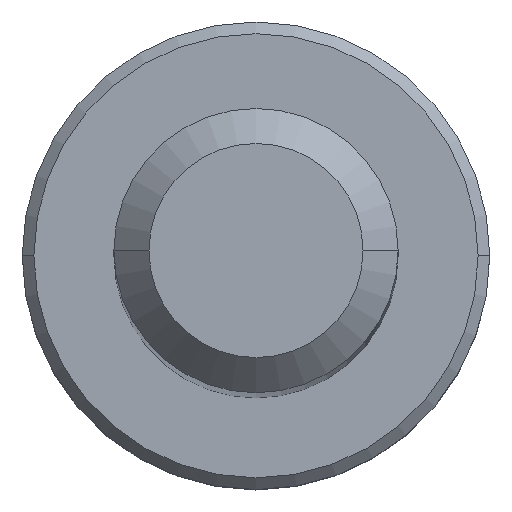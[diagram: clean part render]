
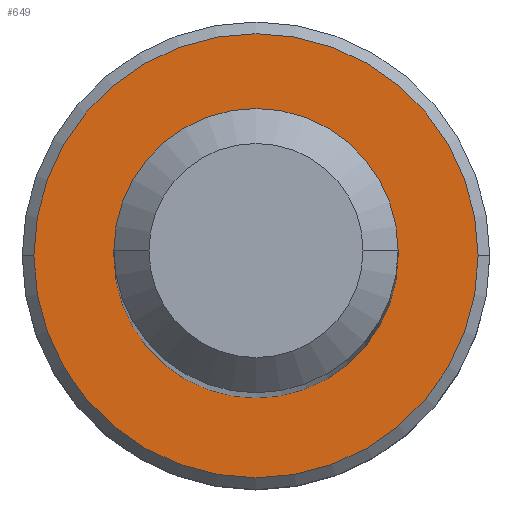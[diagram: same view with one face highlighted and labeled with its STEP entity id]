
A CAD part, top view. The second image highlights one B-rep face of the part: STEP entity #649.
In plain terms, the highlighted planar face has unit normal (0, 0, 1).
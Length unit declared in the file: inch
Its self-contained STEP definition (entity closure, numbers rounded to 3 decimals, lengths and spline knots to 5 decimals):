
#6 = EDGE_CURVE ( 'NONE', #550, #718, #769, .T. ) ;
#13 = AXIS2_PLACEMENT_3D ( 'NONE', #304, #612, #477 ) ;
#30 = CARTESIAN_POINT ( 'NONE',  ( 0., 0., -2. ) ) ;
#34 = AXIS2_PLACEMENT_3D ( 'NONE', #757, #130, #697 ) ;
#48 = CARTESIAN_POINT ( 'NONE',  ( 0., 0., -2. ) ) ;
#57 = ORIENTED_EDGE ( 'NONE', *, *, #110, .F. ) ;
#65 = FACE_BOUND ( 'NONE', #71, .T. ) ;
#71 = EDGE_LOOP ( 'NONE', ( #57, #231 ) ) ;
#85 = CIRCLE ( 'NONE', #510, 0.14844 ) ;
#104 = DIRECTION ( 'NONE',  ( -1., 0., 0. ) ) ;
#110 = EDGE_CURVE ( 'NONE', #718, #550, #532, .T. ) ;
#130 = DIRECTION ( 'NONE',  ( 0., 0., -1. ) ) ;
#182 = AXIS2_PLACEMENT_3D ( 'NONE', #48, #438, #104 ) ;
#190 = EDGE_CURVE ( 'NONE', #785, #751, #349, .T. ) ;
#191 = FACE_OUTER_BOUND ( 'NONE', #754, .T. ) ;
#216 = DIRECTION ( 'NONE',  ( -1., 0., 0. ) ) ;
#231 = ORIENTED_EDGE ( 'NONE', *, *, #6, .F. ) ;
#241 = DIRECTION ( 'NONE',  ( 0., 0., 1. ) ) ;
#257 = CARTESIAN_POINT ( 'NONE',  ( 0.095, 0., -2. ) ) ;
#270 = ORIENTED_EDGE ( 'NONE', *, *, #190, .T. ) ;
#304 = CARTESIAN_POINT ( 'NONE',  ( 0., 0., -2. ) ) ;
#333 = ORIENTED_EDGE ( 'NONE', *, *, #490, .T. ) ;
#349 = CIRCLE ( 'NONE', #13, 0.14844 ) ;
#388 = CARTESIAN_POINT ( 'NONE',  ( 0.14844, 0., -2. ) ) ;
#419 = CARTESIAN_POINT ( 'NONE',  ( 0., 0., -2. ) ) ;
#438 = DIRECTION ( 'NONE',  ( 0., 0., 1. ) ) ;
#472 = CARTESIAN_POINT ( 'NONE',  ( -0.095, 0., -2. ) ) ;
#477 = DIRECTION ( 'NONE',  ( -1., 0., 0. ) ) ;
#490 = EDGE_CURVE ( 'NONE', #751, #785, #85, .T. ) ;
#510 = AXIS2_PLACEMENT_3D ( 'NONE', #419, #241, #591 ) ;
#519 = CARTESIAN_POINT ( 'NONE',  ( -0.14844, 0., -2. ) ) ;
#520 = AXIS2_PLACEMENT_3D ( 'NONE', #30, #772, #216 ) ;
#532 = CIRCLE ( 'NONE', #182, 0.095 ) ;
#550 = VERTEX_POINT ( 'NONE', #472 ) ;
#555 = PLANE ( 'NONE',  #34 ) ;
#591 = DIRECTION ( 'NONE',  ( -1., 0., 0. ) ) ;
#612 = DIRECTION ( 'NONE',  ( 0., 0., 1. ) ) ;
#649 = ADVANCED_FACE ( 'NONE', ( #191, #65 ), #555, .F. ) ;
#697 = DIRECTION ( 'NONE',  ( -1., 0., 0. ) ) ;
#718 = VERTEX_POINT ( 'NONE', #257 ) ;
#751 = VERTEX_POINT ( 'NONE', #388 ) ;
#754 = EDGE_LOOP ( 'NONE', ( #270, #333 ) ) ;
#757 = CARTESIAN_POINT ( 'NONE',  ( 0., 0., -2. ) ) ;
#769 = CIRCLE ( 'NONE', #520, 0.095 ) ;
#772 = DIRECTION ( 'NONE',  ( 0., 0., 1. ) ) ;
#785 = VERTEX_POINT ( 'NONE', #519 ) ;
